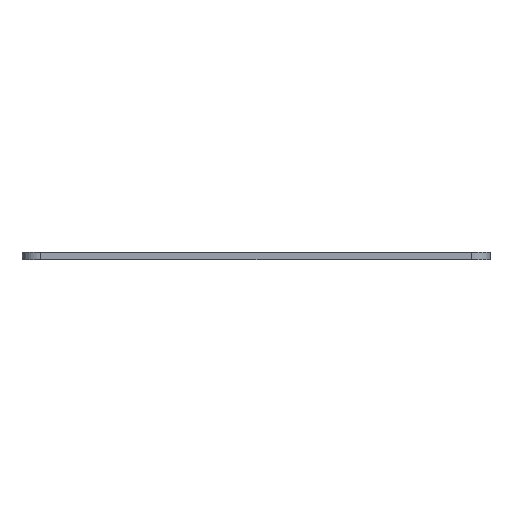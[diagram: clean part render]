
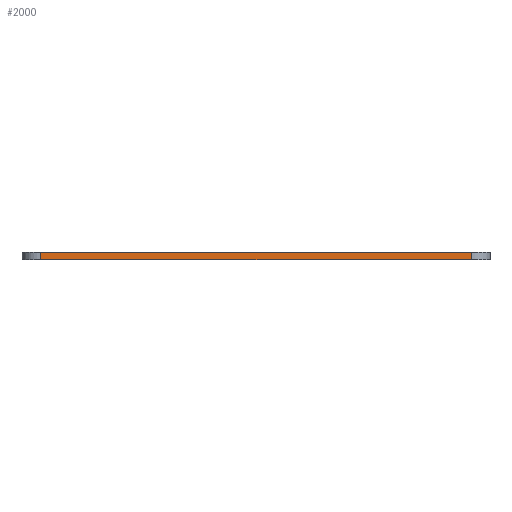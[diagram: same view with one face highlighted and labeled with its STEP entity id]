
A CAD part, front view. The second image highlights one B-rep face of the part: STEP entity #2000.
In plain terms, the highlighted planar face has unit normal (0, -1, 0).
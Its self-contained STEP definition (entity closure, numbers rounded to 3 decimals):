
#47=PLANE('',#2119);
#98=FACE_OUTER_BOUND('',#201,.T.);
#201=EDGE_LOOP('',(#1344,#1345,#1346,#1347));
#336=LINE('',#2951,#533);
#337=LINE('',#2954,#534);
#338=LINE('',#2956,#535);
#339=LINE('',#2957,#536);
#533=VECTOR('',#2334,10.);
#534=VECTOR('',#2337,10.);
#535=VECTOR('',#2338,10.);
#536=VECTOR('',#2339,10.);
#835=VERTEX_POINT('',#2944);
#838=VERTEX_POINT('',#2949);
#839=VERTEX_POINT('',#2953);
#840=VERTEX_POINT('',#2955);
#1040=EDGE_CURVE('',#838,#835,#336,.T.);
#1041=EDGE_CURVE('',#839,#838,#337,.T.);
#1042=EDGE_CURVE('',#840,#839,#338,.T.);
#1043=EDGE_CURVE('',#835,#840,#339,.T.);
#1344=ORIENTED_EDGE('',*,*,#1040,.F.);
#1345=ORIENTED_EDGE('',*,*,#1041,.F.);
#1346=ORIENTED_EDGE('',*,*,#1042,.F.);
#1347=ORIENTED_EDGE('',*,*,#1043,.F.);
#2000=ADVANCED_FACE('',(#98),#47,.T.);
#2119=AXIS2_PLACEMENT_3D('',#2952,#2335,#2336);
#2334=DIRECTION('',(0.,0.,1.));
#2335=DIRECTION('center_axis',(0.,-1.,0.));
#2336=DIRECTION('ref_axis',(1.,0.,0.));
#2337=DIRECTION('',(-1.,0.,0.));
#2338=DIRECTION('',(0.,0.,-1.));
#2339=DIRECTION('',(1.,0.,0.));
#2944=CARTESIAN_POINT('',(-76.96,-1.85,1.5));
#2949=CARTESIAN_POINT('',(-76.96,-1.85,0.));
#2951=CARTESIAN_POINT('',(-76.96,-1.85,0.));
#2952=CARTESIAN_POINT('Origin',(-80.96,-1.85,0.));
#2953=CARTESIAN_POINT('',(15.04,-1.85,0.));
#2954=CARTESIAN_POINT('',(19.04,-1.85,0.));
#2955=CARTESIAN_POINT('',(15.04,-1.85,1.5));
#2956=CARTESIAN_POINT('',(15.04,-1.85,0.));
#2957=CARTESIAN_POINT('',(19.04,-1.85,1.5));
